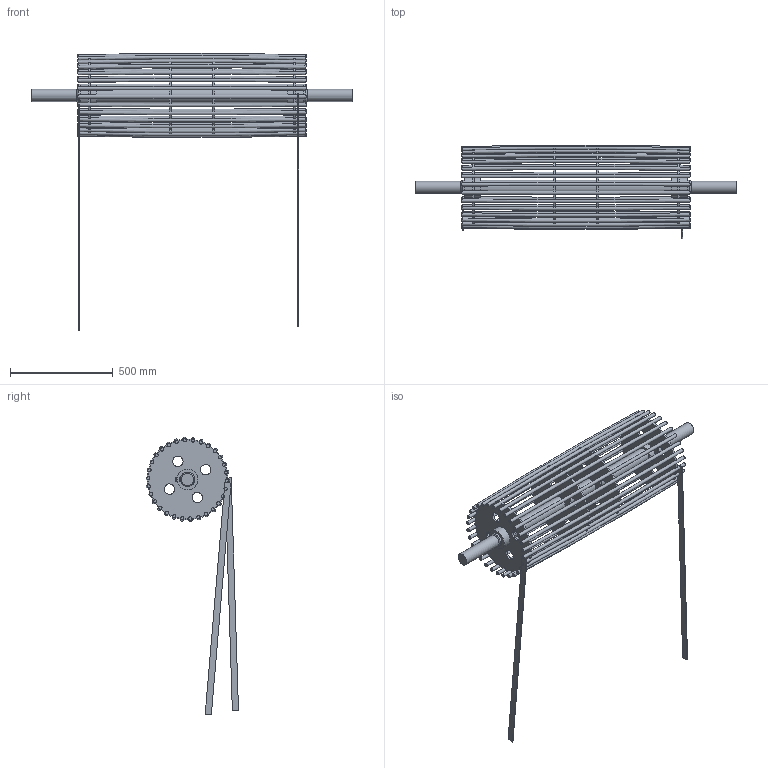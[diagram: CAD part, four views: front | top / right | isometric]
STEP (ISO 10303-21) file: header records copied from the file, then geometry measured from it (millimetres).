
FILE_DESCRIPTION(('FreeCAD Model'),'2;1');
FILE_NAME('Open CASCADE Shape Model','2025-05-07T18:40:03',('FreeCAD'),( 'FreeCAD'),'Open CASCADE STEP processor 7.6','FreeCAD','Unknown');
FILE_SCHEMA(('AUTOMOTIVE_DESIGN { 1 0 10303 214 1 1 1 1 }'));
Length unit declared in the file: millimetre
Products named in the file (1): Open CASCADE STEP translator 7.6 1
Bounding box: 1565 x 452.9 x 1349.28 mm (x, y, z)
Volume: 16809874 mm3; surface area: 3195693.6 mm2
Topology: 44 solids, 44 shells, 462 faces, 1094 edges, 726 vertices
Faces by surface type: cylinder 286, plane 128, torus 30, cone 18
Full cylindrical faces by diameter (mm): 10 x1, 11.053 x2, 12 x4, 13 x2, 17.2 x2, 50.5 x16, 60 x2, 70 x3, 100 x4
Entity records: 13794 total; most frequent: DIRECTION 2660, CARTESIAN_POINT 2471, ORIENTED_EDGE 2188, AXIS2_PLACEMENT_3D 1139, EDGE_CURVE 1094, VERTEX_POINT 726, CIRCLE 676, FACE_BOUND 520
